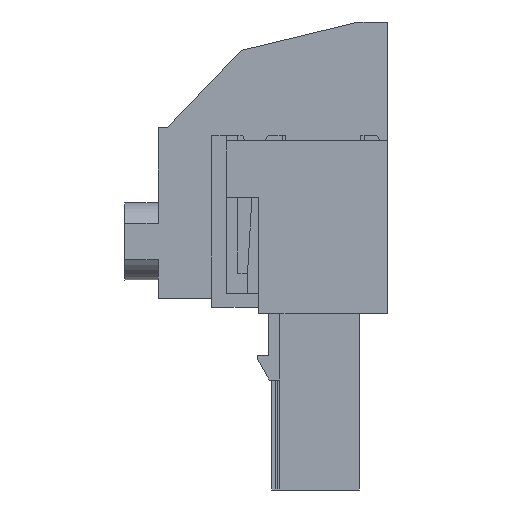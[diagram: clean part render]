
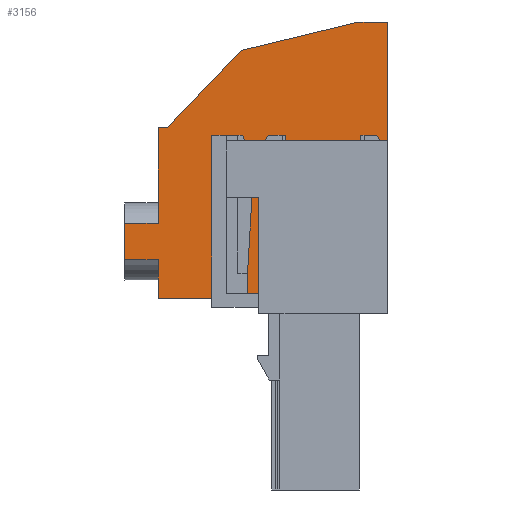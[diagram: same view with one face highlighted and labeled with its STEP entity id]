
A CAD part, left-side view. The second image highlights one B-rep face of the part: STEP entity #3156.
In plain terms, the highlighted planar face has unit normal (-1, 0, 0).
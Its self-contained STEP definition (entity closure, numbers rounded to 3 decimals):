
#3037=AXIS2_PLACEMENT_3D('Plane Axis2P3D',#3034,#3035,#3036) ;
#507=CARTESIAN_POINT('Vertex',(7.62,0.,41.15)) ;
#510=CARTESIAN_POINT('Line Origine',(7.62,0.,35.925)) ;
#514=CARTESIAN_POINT('Vertex',(7.62,0.,30.7)) ;
#1027=CARTESIAN_POINT('Vertex',(7.62,11.3,16.85)) ;
#1193=CARTESIAN_POINT('Vertex',(7.62,11.36,30.7)) ;
#1196=CARTESIAN_POINT('Line Origine',(7.62,11.33,23.775)) ;
#3022=CARTESIAN_POINT('Line Origine',(7.62,5.68,30.7)) ;
#3034=CARTESIAN_POINT('Axis2P3D Location',(7.62,20.15,20.25)) ;
#3039=CARTESIAN_POINT('Line Origine',(7.62,21.625,20.25)) ;
#3043=CARTESIAN_POINT('Vertex',(7.62,20.15,20.25)) ;
#3045=CARTESIAN_POINT('Vertex',(7.62,23.1,20.25)) ;
#3048=CARTESIAN_POINT('Line Origine',(7.62,20.15,18.55)) ;
#3052=CARTESIAN_POINT('Vertex',(7.62,20.15,16.85)) ;
#3055=CARTESIAN_POINT('Line Origine',(7.62,15.725,16.85)) ;
#3060=CARTESIAN_POINT('Line Origine',(7.62,1.25,41.15)) ;
#3064=CARTESIAN_POINT('Vertex',(7.62,2.5,41.15)) ;
#3067=CARTESIAN_POINT('Line Origine',(7.62,7.674,39.9)) ;
#3071=CARTESIAN_POINT('Vertex',(7.62,12.849,38.65)) ;
#3074=CARTESIAN_POINT('Line Origine',(7.62,16.099,35.25)) ;
#3078=CARTESIAN_POINT('Vertex',(7.62,19.35,31.85)) ;
#3081=CARTESIAN_POINT('Line Origine',(7.62,19.75,31.85)) ;
#3085=CARTESIAN_POINT('Vertex',(7.62,20.15,31.85)) ;
#3088=CARTESIAN_POINT('Line Origine',(7.62,20.15,27.65)) ;
#3092=CARTESIAN_POINT('Vertex',(7.62,20.15,23.45)) ;
#3095=CARTESIAN_POINT('Line Origine',(7.62,21.625,23.45)) ;
#3099=CARTESIAN_POINT('Vertex',(7.62,23.1,23.45)) ;
#3102=CARTESIAN_POINT('Line Origine',(7.62,23.1,21.85)) ;
#3122=CARTESIAN_POINT('Line Origine',(7.62,13.66,30.7)) ;
#3126=CARTESIAN_POINT('Vertex',(7.62,14.16,30.7)) ;
#3128=CARTESIAN_POINT('Vertex',(7.62,13.16,30.7)) ;
#3131=CARTESIAN_POINT('Line Origine',(7.62,13.16,28.2)) ;
#3135=CARTESIAN_POINT('Vertex',(7.62,13.16,25.7)) ;
#3138=CARTESIAN_POINT('Line Origine',(7.62,13.66,25.7)) ;
#3142=CARTESIAN_POINT('Vertex',(7.62,14.16,25.7)) ;
#3145=CARTESIAN_POINT('Line Origine',(7.62,14.16,28.2)) ;
#511=DIRECTION('Vector Direction',(0.,0.,1.)) ;
#1197=DIRECTION('Vector Direction',(0.,0.004,1.)) ;
#3023=DIRECTION('Vector Direction',(0.,1.,0.)) ;
#3035=DIRECTION('Axis2P3D Direction',(-1.,0.,0.)) ;
#3036=DIRECTION('Axis2P3D XDirection',(0.,0.,1.)) ;
#3040=DIRECTION('Vector Direction',(0.,1.,0.)) ;
#3049=DIRECTION('Vector Direction',(0.,0.,1.)) ;
#3056=DIRECTION('Vector Direction',(0.,-1.,0.)) ;
#3061=DIRECTION('Vector Direction',(0.,1.,0.)) ;
#3068=DIRECTION('Vector Direction',(0.,0.972,-0.235)) ;
#3075=DIRECTION('Vector Direction',(0.,-0.691,0.723)) ;
#3082=DIRECTION('Vector Direction',(0.,-1.,0.)) ;
#3089=DIRECTION('Vector Direction',(0.,0.,1.)) ;
#3096=DIRECTION('Vector Direction',(0.,1.,0.)) ;
#3103=DIRECTION('Vector Direction',(0.,0.,1.)) ;
#3123=DIRECTION('Vector Direction',(0.,-1.,0.)) ;
#3132=DIRECTION('Vector Direction',(0.,0.,1.)) ;
#3139=DIRECTION('Vector Direction',(0.,-1.,0.)) ;
#3146=DIRECTION('Vector Direction',(0.,0.,1.)) ;
#512=VECTOR('Line Direction',#511,1.) ;
#1198=VECTOR('Line Direction',#1197,1.) ;
#3024=VECTOR('Line Direction',#3023,1.) ;
#3041=VECTOR('Line Direction',#3040,1.) ;
#3050=VECTOR('Line Direction',#3049,1.) ;
#3057=VECTOR('Line Direction',#3056,1.) ;
#3062=VECTOR('Line Direction',#3061,1.) ;
#3069=VECTOR('Line Direction',#3068,1.) ;
#3076=VECTOR('Line Direction',#3075,1.) ;
#3083=VECTOR('Line Direction',#3082,1.) ;
#3090=VECTOR('Line Direction',#3089,1.) ;
#3097=VECTOR('Line Direction',#3096,1.) ;
#3104=VECTOR('Line Direction',#3103,1.) ;
#3124=VECTOR('Line Direction',#3123,1.) ;
#3133=VECTOR('Line Direction',#3132,1.) ;
#3140=VECTOR('Line Direction',#3139,1.) ;
#3147=VECTOR('Line Direction',#3146,1.) ;
#3108=ORIENTED_EDGE('',*,*,#3047,.F.) ;
#3109=ORIENTED_EDGE('',*,*,#3054,.T.) ;
#3110=ORIENTED_EDGE('',*,*,#3059,.T.) ;
#3111=ORIENTED_EDGE('',*,*,#1200,.T.) ;
#3112=ORIENTED_EDGE('',*,*,#3026,.T.) ;
#3113=ORIENTED_EDGE('',*,*,#516,.T.) ;
#3114=ORIENTED_EDGE('',*,*,#3066,.T.) ;
#3115=ORIENTED_EDGE('',*,*,#3073,.T.) ;
#3116=ORIENTED_EDGE('',*,*,#3080,.F.) ;
#3117=ORIENTED_EDGE('',*,*,#3087,.F.) ;
#3118=ORIENTED_EDGE('',*,*,#3094,.T.) ;
#3119=ORIENTED_EDGE('',*,*,#3101,.T.) ;
#3120=ORIENTED_EDGE('',*,*,#3106,.F.) ;
#3151=ORIENTED_EDGE('',*,*,#3130,.T.) ;
#3152=ORIENTED_EDGE('',*,*,#3137,.T.) ;
#3153=ORIENTED_EDGE('',*,*,#3144,.F.) ;
#3154=ORIENTED_EDGE('',*,*,#3149,.F.) ;
#3155=FACE_BOUND('',#3150,.T.) ;
#3156=ADVANCED_FACE('HOUSING',(#3121,#3155),#3038,.T.) ;
#516=EDGE_CURVE('',#515,#508,#513,.T.) ;
#1200=EDGE_CURVE('',#1028,#1194,#1199,.T.) ;
#3026=EDGE_CURVE('',#1194,#515,#3025,.F.) ;
#3047=EDGE_CURVE('',#3044,#3046,#3042,.T.) ;
#3054=EDGE_CURVE('',#3044,#3053,#3051,.F.) ;
#3059=EDGE_CURVE('',#3053,#1028,#3058,.T.) ;
#3066=EDGE_CURVE('',#508,#3065,#3063,.T.) ;
#3073=EDGE_CURVE('',#3065,#3072,#3070,.T.) ;
#3080=EDGE_CURVE('',#3079,#3072,#3077,.T.) ;
#3087=EDGE_CURVE('',#3086,#3079,#3084,.T.) ;
#3094=EDGE_CURVE('',#3086,#3093,#3091,.F.) ;
#3101=EDGE_CURVE('',#3093,#3100,#3098,.T.) ;
#3106=EDGE_CURVE('',#3046,#3100,#3105,.T.) ;
#3130=EDGE_CURVE('',#3127,#3129,#3125,.T.) ;
#3137=EDGE_CURVE('',#3129,#3136,#3134,.F.) ;
#3144=EDGE_CURVE('',#3143,#3136,#3141,.T.) ;
#3149=EDGE_CURVE('',#3127,#3143,#3148,.F.) ;
#3107=EDGE_LOOP('',(#3108,#3109,#3110,#3111,#3112,#3113,#3114,#3115,#3116,#3117,#3118,#3119,#3120)) ;
#3150=EDGE_LOOP('',(#3151,#3152,#3153,#3154)) ;
#3121=FACE_OUTER_BOUND('',#3107,.T.) ;
#513=LINE('Line',#510,#512) ;
#1199=LINE('Line',#1196,#1198) ;
#3025=LINE('Line',#3022,#3024) ;
#3042=LINE('Line',#3039,#3041) ;
#3051=LINE('Line',#3048,#3050) ;
#3058=LINE('Line',#3055,#3057) ;
#3063=LINE('Line',#3060,#3062) ;
#3070=LINE('Line',#3067,#3069) ;
#3077=LINE('Line',#3074,#3076) ;
#3084=LINE('Line',#3081,#3083) ;
#3091=LINE('Line',#3088,#3090) ;
#3098=LINE('Line',#3095,#3097) ;
#3105=LINE('Line',#3102,#3104) ;
#3125=LINE('Line',#3122,#3124) ;
#3134=LINE('Line',#3131,#3133) ;
#3141=LINE('Line',#3138,#3140) ;
#3148=LINE('Line',#3145,#3147) ;
#3038=PLANE('',#3037) ;
#508=VERTEX_POINT('',#507) ;
#515=VERTEX_POINT('',#514) ;
#1028=VERTEX_POINT('',#1027) ;
#1194=VERTEX_POINT('',#1193) ;
#3044=VERTEX_POINT('',#3043) ;
#3046=VERTEX_POINT('',#3045) ;
#3053=VERTEX_POINT('',#3052) ;
#3065=VERTEX_POINT('',#3064) ;
#3072=VERTEX_POINT('',#3071) ;
#3079=VERTEX_POINT('',#3078) ;
#3086=VERTEX_POINT('',#3085) ;
#3093=VERTEX_POINT('',#3092) ;
#3100=VERTEX_POINT('',#3099) ;
#3127=VERTEX_POINT('',#3126) ;
#3129=VERTEX_POINT('',#3128) ;
#3136=VERTEX_POINT('',#3135) ;
#3143=VERTEX_POINT('',#3142) ;
